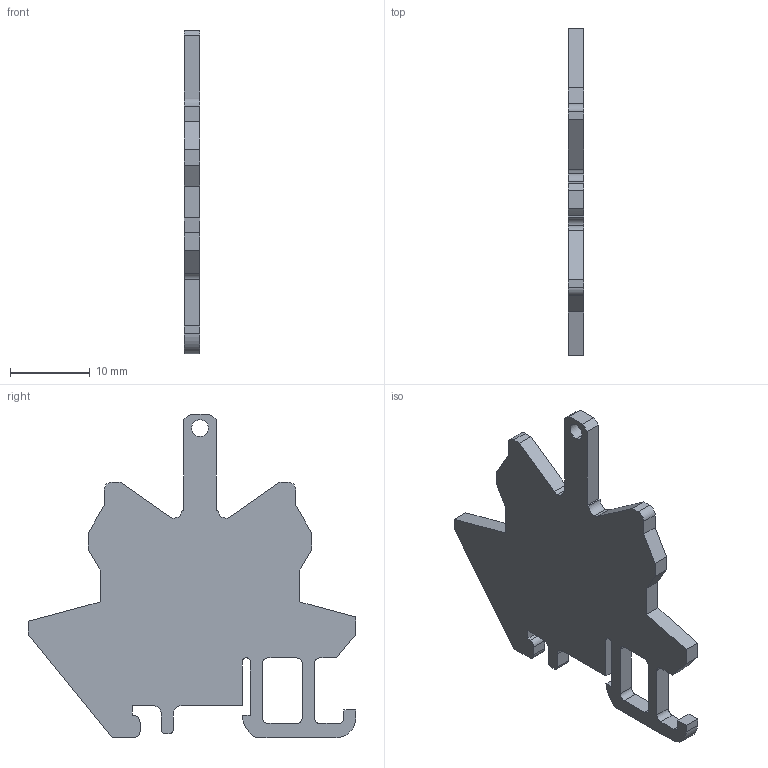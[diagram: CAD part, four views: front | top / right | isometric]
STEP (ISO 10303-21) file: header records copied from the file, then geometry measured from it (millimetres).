
FILE_DESCRIPTION(('CATIA V5R22 STEP214','CAx-IF Rec.Pracs.--- Model Styling and Organization---1.4--- 2014-01-23'),'2;1');
FILE_NAME ('001631-2_0_0258260000_0258260000.stp','2021-06-22T06:11:32+00:00',('none'),('Weidmueller'),'CATIA Version 5-6 Release 2016 SP3 HF44','CATIA V5 STEP AP214','none');
FILE_SCHEMA(('AUTOMOTIVE_DESIGN { 1 0 10303 214 1 1 1 1 }'));
Length unit declared in the file: millimetre
Products named in the file (1): 0258260000
Bounding box: 2 x 41 x 40.5 mm (x, y, z)
Volume: 1687.5 mm3; surface area: 2151.6 mm2
Topology: 1 solids, 1 shells, 77 faces, 225 edges, 150 vertices
Faces by surface type: plane 50, cylinder 27
Entity records: 2500 total; most frequent: ORIENTED_EDGE 450, CARTESIAN_POINT 446, DIRECTION 365, EDGE_CURVE 225, VECTOR 171, LINE 171, VERTEX_POINT 150, AXIS2_PLACEMENT_3D 125
